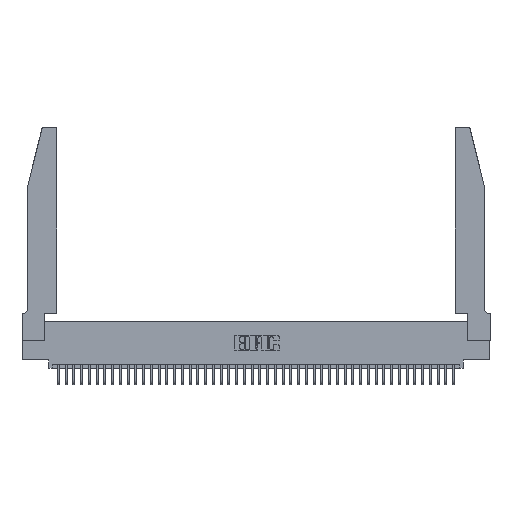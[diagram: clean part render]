
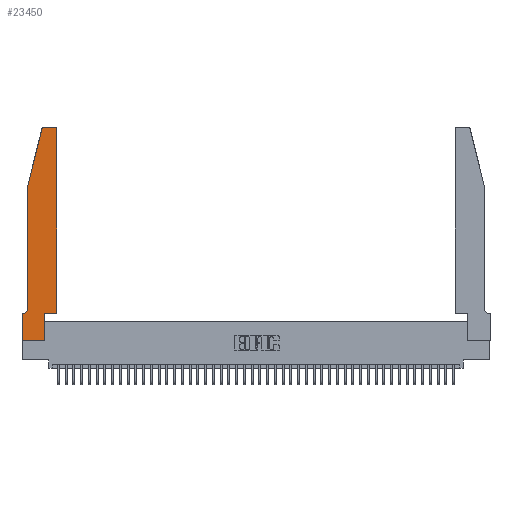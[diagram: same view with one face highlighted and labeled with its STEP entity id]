
A CAD part, top view. The second image highlights one B-rep face of the part: STEP entity #23450.
In plain terms, the highlighted planar face has unit normal (0, 0, 1).
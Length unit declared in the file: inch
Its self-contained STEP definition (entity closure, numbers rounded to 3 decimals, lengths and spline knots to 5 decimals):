
#209 = LINE ( 'NONE', #33854, #26372 ) ;
#925 = AXIS2_PLACEMENT_3D ( 'NONE', #26818, #5553, #30400 ) ;
#1324 = CARTESIAN_POINT ( 'NONE',  ( 0.4505, 0.35, 0.37 ) ) ;
#1459 = CARTESIAN_POINT ( 'NONE',  ( 0.4505, 2.72, 0.37 ) ) ;
#1865 = EDGE_CURVE ( 'NONE', #42696, #3210, #31390, .T. ) ;
#2076 = DIRECTION ( 'NONE',  ( -1., 0., 0. ) ) ;
#3210 = VERTEX_POINT ( 'NONE', #7982 ) ;
#4610 = VECTOR ( 'NONE', #38929, 39.37008 ) ;
#4814 = CARTESIAN_POINT ( 'NONE',  ( 0.4205, 2.75, 0.37 ) ) ;
#5553 = DIRECTION ( 'NONE',  ( 0., 0., 1. ) ) ;
#6765 = EDGE_CURVE ( 'NONE', #19541, #34492, #38591, .T. ) ;
#7509 = CARTESIAN_POINT ( 'NONE',  ( 0., 0., 0.37 ) ) ;
#7835 = VERTEX_POINT ( 'NONE', #7509 ) ;
#7902 = CARTESIAN_POINT ( 'NONE',  ( 0.0755, 2., 0.37 ) ) ;
#7982 = CARTESIAN_POINT ( 'NONE',  ( 0.2865, 0.35, 0.37 ) ) ;
#8070 = PLANE ( 'NONE',  #20908 ) ;
#8659 = CARTESIAN_POINT ( 'NONE',  ( 0.284, 2.72, 0.37 ) ) ;
#8673 = LINE ( 'NONE', #29432, #45247 ) ;
#9706 = ORIENTED_EDGE ( 'NONE', *, *, #41599, .T. ) ;
#9809 = VECTOR ( 'NONE', #20539, 39.37008 ) ;
#9933 = VECTOR ( 'NONE', #31184, 39.37008 ) ;
#10220 = VERTEX_POINT ( 'NONE', #1459 ) ;
#10659 = EDGE_CURVE ( 'NONE', #7835, #42696, #8673, .T. ) ;
#11052 = VECTOR ( 'NONE', #27590, 39.37008 ) ;
#11715 = CARTESIAN_POINT ( 'NONE',  ( 0.2865, 0., 0.37 ) ) ;
#12255 = DIRECTION ( 'NONE',  ( 1., 0., 0. ) ) ;
#12413 = DIRECTION ( 'NONE',  ( -0.239, -0.971, 0. ) ) ;
#12639 = EDGE_CURVE ( 'NONE', #20034, #19626, #21763, .T. ) ;
#13519 = CARTESIAN_POINT ( 'NONE',  ( 0.0755, 0.35, 0.37 ) ) ;
#14152 = CARTESIAN_POINT ( 'NONE',  ( 0.4505, 0.35, 0.37 ) ) ;
#15229 = DIRECTION ( 'NONE',  ( 1., 0., 0. ) ) ;
#15708 = EDGE_CURVE ( 'NONE', #28233, #19541, #21557, .T. ) ;
#15717 = EDGE_CURVE ( 'NONE', #34492, #26987, #38213, .T. ) ;
#16150 = CARTESIAN_POINT ( 'NONE',  ( 0.284, 2.75, 0.37 ) ) ;
#18874 = DIRECTION ( 'NONE',  ( 1., 0., 0. ) ) ;
#19541 = VERTEX_POINT ( 'NONE', #41392 ) ;
#19626 = VERTEX_POINT ( 'NONE', #20926 ) ;
#19687 = EDGE_CURVE ( 'NONE', #3210, #26565, #32965, .T. ) ;
#20034 = VERTEX_POINT ( 'NONE', #16150 ) ;
#20256 = ORIENTED_EDGE ( 'NONE', *, *, #10659, .T. ) ;
#20373 = LINE ( 'NONE', #28397, #28702 ) ;
#20539 = DIRECTION ( 'NONE',  ( 0., 1., 0. ) ) ;
#20908 = AXIS2_PLACEMENT_3D ( 'NONE', #32871, #36443, #15229 ) ;
#20926 = CARTESIAN_POINT ( 'NONE',  ( 0.25487, 2.72718, 0.37 ) ) ;
#21557 = LINE ( 'NONE', #45248, #11052 ) ;
#21595 = ORIENTED_EDGE ( 'NONE', *, *, #6765, .T. ) ;
#21763 = CIRCLE ( 'NONE', #42502, 0.03 ) ;
#21916 = VECTOR ( 'NONE', #23631, 39.37008 ) ;
#23381 = DIRECTION ( 'NONE',  ( 0., 0., -1. ) ) ;
#23450 = ADVANCED_FACE ( 'NONE', ( #29590 ), #8070, .T. ) ;
#23631 = DIRECTION ( 'NONE',  ( 0., 1., 0. ) ) ;
#24536 = ORIENTED_EDGE ( 'NONE', *, *, #15708, .T. ) ;
#26372 = VECTOR ( 'NONE', #37404, 39.37008 ) ;
#26565 = VERTEX_POINT ( 'NONE', #1324 ) ;
#26818 = CARTESIAN_POINT ( 'NONE',  ( 0.4205, 2.72, 0.37 ) ) ;
#26987 = VERTEX_POINT ( 'NONE', #31285 ) ;
#27565 = EDGE_CURVE ( 'NONE', #33312, #20034, #20373, .T. ) ;
#27590 = DIRECTION ( 'NONE',  ( 0., -1., 0. ) ) ;
#28233 = VERTEX_POINT ( 'NONE', #7902 ) ;
#28397 = CARTESIAN_POINT ( 'NONE',  ( 0.2605, 2.75, 0.37 ) ) ;
#28433 = EDGE_CURVE ( 'NONE', #19626, #28233, #40272, .T. ) ;
#28702 = VECTOR ( 'NONE', #31981, 39.37008 ) ;
#29432 = CARTESIAN_POINT ( 'NONE',  ( 0., 0., 0.37 ) ) ;
#29590 = FACE_OUTER_BOUND ( 'NONE', #39509, .T. ) ;
#30285 = ORIENTED_EDGE ( 'NONE', *, *, #36546, .T. ) ;
#30400 = DIRECTION ( 'NONE',  ( 1., 0., 0. ) ) ;
#30856 = VECTOR ( 'NONE', #12413, 39.37008 ) ;
#31184 = DIRECTION ( 'NONE',  ( -1., 0., 0. ) ) ;
#31285 = CARTESIAN_POINT ( 'NONE',  ( 0., 0.35, 0.37 ) ) ;
#31390 = LINE ( 'NONE', #37757, #21916 ) ;
#31529 = CIRCLE ( 'NONE', #925, 0.03 ) ;
#31639 = ORIENTED_EDGE ( 'NONE', *, *, #19687, .T. ) ;
#31981 = DIRECTION ( 'NONE',  ( -1., 0., 0. ) ) ;
#32871 = CARTESIAN_POINT ( 'NONE',  ( 0., 0.35, 0.37 ) ) ;
#32965 = LINE ( 'NONE', #14152, #4610 ) ;
#33312 = VERTEX_POINT ( 'NONE', #4814 ) ;
#33336 = ORIENTED_EDGE ( 'NONE', *, *, #42402, .T. ) ;
#33462 = DIRECTION ( 'NONE',  ( 0., 0., 1. ) ) ;
#33854 = CARTESIAN_POINT ( 'NONE',  ( 0., 0., 0.37 ) ) ;
#33992 = ORIENTED_EDGE ( 'NONE', *, *, #12639, .T. ) ;
#34301 = ORIENTED_EDGE ( 'NONE', *, *, #27565, .T. ) ;
#34492 = VERTEX_POINT ( 'NONE', #36858 ) ;
#36443 = DIRECTION ( 'NONE',  ( 0., 0., 1. ) ) ;
#36512 = ORIENTED_EDGE ( 'NONE', *, *, #28433, .T. ) ;
#36546 = EDGE_CURVE ( 'NONE', #26987, #7835, #209, .T. ) ;
#36858 = CARTESIAN_POINT ( 'NONE',  ( 0.0055, 0.35, 0.37 ) ) ;
#37404 = DIRECTION ( 'NONE',  ( 0., -1., 0. ) ) ;
#37757 = CARTESIAN_POINT ( 'NONE',  ( 0.2865, 0.35, 0.37 ) ) ;
#38088 = LINE ( 'NONE', #45333, #9809 ) ;
#38213 = LINE ( 'NONE', #13519, #9933 ) ;
#38591 = CIRCLE ( 'NONE', #39128, 0.07 ) ;
#38657 = ORIENTED_EDGE ( 'NONE', *, *, #15717, .T. ) ;
#38929 = DIRECTION ( 'NONE',  ( 1., 0., 0. ) ) ;
#39128 = AXIS2_PLACEMENT_3D ( 'NONE', #44602, #23381, #2076 ) ;
#39509 = EDGE_LOOP ( 'NONE', ( #34301, #33992, #36512, #24536, #21595, #38657, #30285, #20256, #40497, #31639, #33336, #9706 ) ) ;
#40272 = LINE ( 'NONE', #44123, #30856 ) ;
#40497 = ORIENTED_EDGE ( 'NONE', *, *, #1865, .T. ) ;
#41392 = CARTESIAN_POINT ( 'NONE',  ( 0.0755, 0.42, 0.37 ) ) ;
#41599 = EDGE_CURVE ( 'NONE', #10220, #33312, #31529, .T. ) ;
#42402 = EDGE_CURVE ( 'NONE', #26565, #10220, #38088, .T. ) ;
#42502 = AXIS2_PLACEMENT_3D ( 'NONE', #8659, #33462, #12255 ) ;
#42696 = VERTEX_POINT ( 'NONE', #11715 ) ;
#44123 = CARTESIAN_POINT ( 'NONE',  ( 0.0755, 2., 0.37 ) ) ;
#44602 = CARTESIAN_POINT ( 'NONE',  ( 0.0055, 0.42, 0.37 ) ) ;
#45247 = VECTOR ( 'NONE', #18874, 39.37008 ) ;
#45248 = CARTESIAN_POINT ( 'NONE',  ( 0.0755, 2., 0.37 ) ) ;
#45333 = CARTESIAN_POINT ( 'NONE',  ( 0.4505, 0.35, 0.37 ) ) ;
